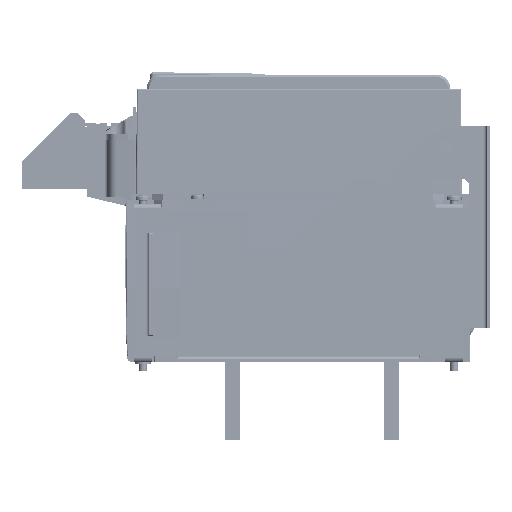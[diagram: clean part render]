
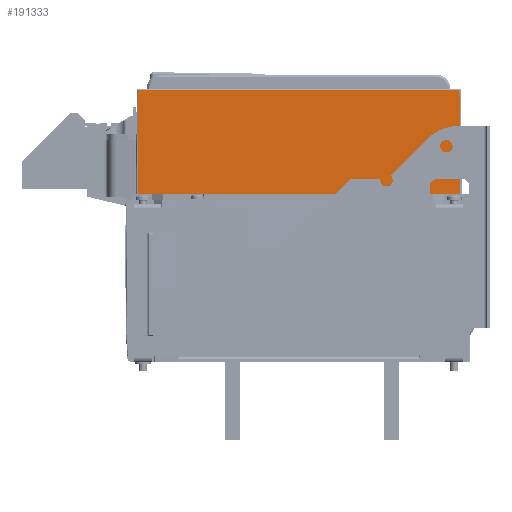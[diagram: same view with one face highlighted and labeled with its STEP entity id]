
A CAD part, front view. The second image highlights one B-rep face of the part: STEP entity #191333.
In plain terms, the highlighted planar face has unit normal (0, -1, 0.009).
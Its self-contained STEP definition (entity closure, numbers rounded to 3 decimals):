
#24044=CARTESIAN_POINT('',(34.331,11.031,
-88.063));
#24046=DIRECTION('',(1.,0.,0.));
#24047=VECTOR('',#24046,207.439);
#24048=CARTESIAN_POINT('',(34.331,11.031,
-88.063));
#24049=LINE('',#24048,#24047);
#40869=DIRECTION('',(-1.,0.,0.));
#40870=VECTOR('',#40869,206.269);
#40871=CARTESIAN_POINT('',(241.185,11.615,
-21.054));
#40872=LINE('',#40871,#40870);
#40888=DIRECTION('',(0.009,0.009,1.));
#40889=VECTOR('',#40888,67.014);
#40890=CARTESIAN_POINT('',(34.331,11.031,
-88.063));
#40891=LINE('',#40890,#40889);
#40892=DIRECTION('',(0.009,-0.009,-1.));
#40893=VECTOR('',#40892,67.014);
#40894=CARTESIAN_POINT('',(241.185,11.615,
-21.054));
#40895=LINE('',#40894,#40893);
#134252=CARTESIAN_POINT('',(34.915,11.615,
-21.054));
#134253=VERTEX_POINT('',#134252);
#134254=CARTESIAN_POINT('',(241.185,11.615,
-21.054));
#134255=VERTEX_POINT('',#134254);
#136662=VERTEX_POINT('',#24044);
#136663=CARTESIAN_POINT('',(241.769,11.031,
-88.063));
#136664=VERTEX_POINT('',#136663);
#191321=CARTESIAN_POINT('',(242.92,11.,
-91.563));
#191322=DIRECTION('',(0.,1.,-0.009));
#191323=DIRECTION('',(1.,0.,0.));
#191324=AXIS2_PLACEMENT_3D('',#191321,#191322,#191323);
#191325=PLANE('',#191324);
#191326=ORIENTED_EDGE('',*,*,#169422,.F.);
#191327=ORIENTED_EDGE('',*,*,#191316,.T.);
#191328=ORIENTED_EDGE('',*,*,#191290,.F.);
#191330=ORIENTED_EDGE('',*,*,#191329,.T.);
#191331=EDGE_LOOP('',(#191326,#191327,#191328,#191330));
#191332=FACE_OUTER_BOUND('',#191331,.F.);
#191333=ADVANCED_FACE('',(#191332),#191325,.F.);
#169422=EDGE_CURVE('',#136662,#136664,#24049,.T.);
#191290=EDGE_CURVE('',#134255,#134253,#40872,.T.);
#191316=EDGE_CURVE('',#136662,#134253,#40891,.T.);
#191329=EDGE_CURVE('',#134255,#136664,#40895,.T.);
